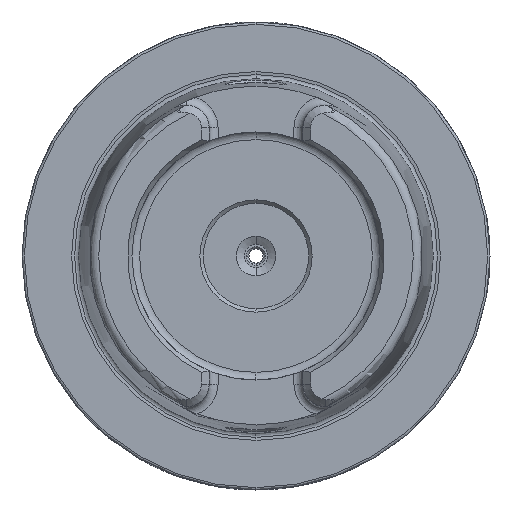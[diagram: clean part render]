
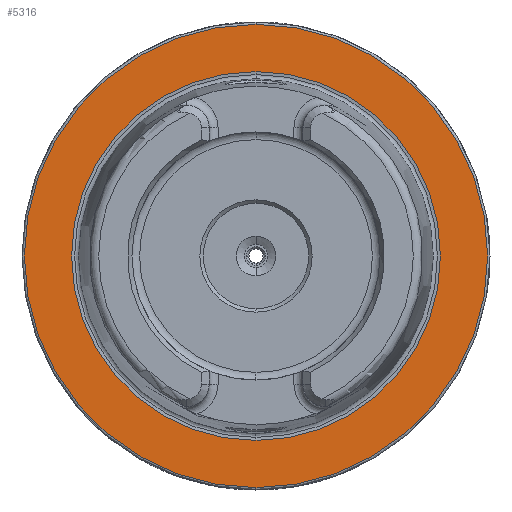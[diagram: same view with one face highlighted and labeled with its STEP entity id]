
A CAD part, left-side view. The second image highlights one B-rep face of the part: STEP entity #5316.
In plain terms, the highlighted planar face has unit normal (-1, 0, 0).
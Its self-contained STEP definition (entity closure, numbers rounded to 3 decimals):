
#6 = AXIS2_PLACEMENT_3D ( 'NONE', #2476, #2462, #2460 ) ;
#13 = EDGE_CURVE ( 'NONE', #10069, #5016, #3315, .T. ) ;
#198 = ORIENTED_EDGE ( 'NONE', *, *, #5339, .F. ) ;
#217 = CARTESIAN_POINT ( 'NONE',  ( 0., 0., 39.405 ) ) ;
#224 = ORIENTED_EDGE ( 'NONE', *, *, #10294, .F. ) ;
#233 = ORIENTED_EDGE ( 'NONE', *, *, #13, .T. ) ;
#269 = ORIENTED_EDGE ( 'NONE', *, *, #5323, .T. ) ;
#377 = AXIS2_PLACEMENT_3D ( 'NONE', #2311, #2309, #2293 ) ;
#962 = CARTESIAN_POINT ( 'NONE',  ( 0., 0., 49.5 ) ) ;
#2293 = DIRECTION ( 'NONE',  ( 0., 0., 1. ) ) ;
#2309 = DIRECTION ( 'NONE',  ( -1., 0., 0. ) ) ;
#2311 = CARTESIAN_POINT ( 'NONE',  ( 0., 0., 0. ) ) ;
#2460 = DIRECTION ( 'NONE',  ( 0., 0., 1. ) ) ;
#2462 = DIRECTION ( 'NONE',  ( -1., 0., 0. ) ) ;
#2476 = CARTESIAN_POINT ( 'NONE',  ( 0., 0., 0. ) ) ;
#2564 = DIRECTION ( 'NONE',  ( 0., 0., -1. ) ) ;
#2570 = DIRECTION ( 'NONE',  ( 1., 0., 0. ) ) ;
#2702 = CARTESIAN_POINT ( 'NONE',  ( 0., 49.5, 0. ) ) ;
#2800 = PLANE ( 'NONE',  #4685 ) ;
#2956 = AXIS2_PLACEMENT_3D ( 'NONE', #4466, #4478, #4494 ) ;
#3315 = CIRCLE ( 'NONE', #2956, 49.5 ) ;
#4466 = CARTESIAN_POINT ( 'NONE',  ( 0., 0., 0. ) ) ;
#4478 = DIRECTION ( 'NONE',  ( -1., 0., 0. ) ) ;
#4494 = DIRECTION ( 'NONE',  ( 0., 0., 1. ) ) ;
#4653 = AXIS2_PLACEMENT_3D ( 'NONE', #5945, #5363, #4847 ) ;
#4685 = AXIS2_PLACEMENT_3D ( 'NONE', #2702, #2570, #2564 ) ;
#4847 = DIRECTION ( 'NONE',  ( 0., 0., 1. ) ) ;
#4896 = VERTEX_POINT ( 'NONE', #7451 ) ;
#5016 = VERTEX_POINT ( 'NONE', #6826 ) ;
#5316 = ADVANCED_FACE ( 'NONE', ( #5953, #5817 ), #2800, .F. ) ;
#5323 = EDGE_CURVE ( 'NONE', #5016, #10069, #5806, .T. ) ;
#5339 = EDGE_CURVE ( 'NONE', #7480, #4896, #5705, .T. ) ;
#5363 = DIRECTION ( 'NONE',  ( -1., 0., 0. ) ) ;
#5705 = CIRCLE ( 'NONE', #377, 39.405 ) ;
#5806 = CIRCLE ( 'NONE', #6, 49.5 ) ;
#5817 = FACE_OUTER_BOUND ( 'NONE', #7103, .T. ) ;
#5945 = CARTESIAN_POINT ( 'NONE',  ( 0., 0., 0. ) ) ;
#5953 = FACE_BOUND ( 'NONE', #7076, .T. ) ;
#6826 = CARTESIAN_POINT ( 'NONE',  ( 0., 0., -49.5 ) ) ;
#7076 = EDGE_LOOP ( 'NONE', ( #198, #224 ) ) ;
#7103 = EDGE_LOOP ( 'NONE', ( #233, #269 ) ) ;
#7451 = CARTESIAN_POINT ( 'NONE',  ( 0., 0., -39.405 ) ) ;
#7480 = VERTEX_POINT ( 'NONE', #217 ) ;
#8026 = CIRCLE ( 'NONE', #4653, 39.405 ) ;
#10069 = VERTEX_POINT ( 'NONE', #962 ) ;
#10294 = EDGE_CURVE ( 'NONE', #4896, #7480, #8026, .T. ) ;
